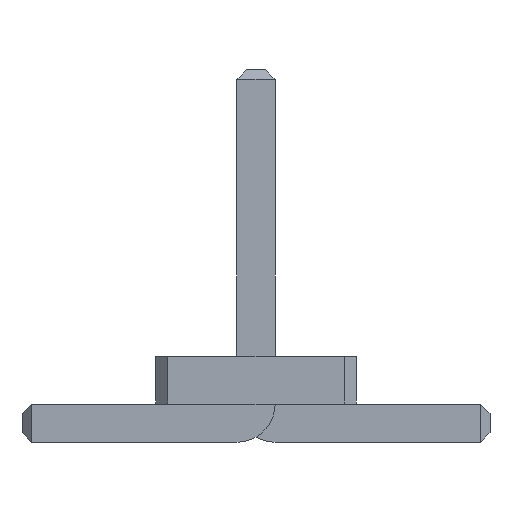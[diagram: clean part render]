
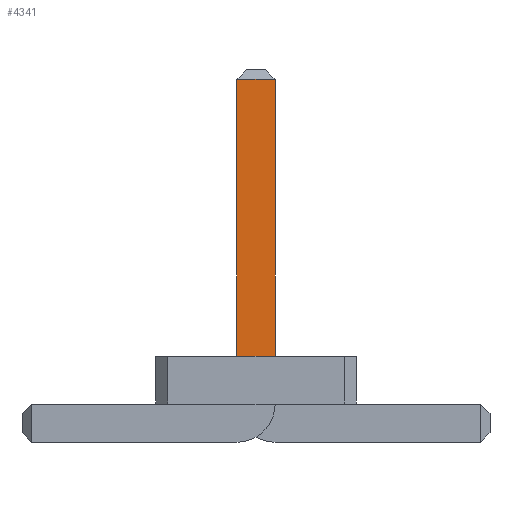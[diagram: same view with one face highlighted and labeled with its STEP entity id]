
A CAD part, front view. The second image highlights one B-rep face of the part: STEP entity #4341.
In plain terms, the highlighted planar face has unit normal (0, -1, 0).
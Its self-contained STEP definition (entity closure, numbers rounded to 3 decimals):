
#1663 = VERTEX_POINT('',#1664);
#1664 = CARTESIAN_POINT('',(-0.2,-5.28,0.9));
#1670 = EDGE_CURVE('',#1663,#1671,#1673,.T.);
#1671 = VERTEX_POINT('',#1672);
#1672 = CARTESIAN_POINT('',(0.2,-5.28,0.9));
#1673 = LINE('',#1674,#1675);
#1674 = CARTESIAN_POINT('',(-0.362,-5.28,0.9));
#1675 = VECTOR('',#1676,1.);
#1676 = DIRECTION('',(1.,0.,0.));
#4275 = VERTEX_POINT('',#4276);
#4276 = CARTESIAN_POINT('',(-0.2,-5.28,3.8));
#4282 = EDGE_CURVE('',#4275,#1663,#4283,.T.);
#4283 = LINE('',#4284,#4285);
#4284 = CARTESIAN_POINT('',(-0.2,-5.28,3.9));
#4285 = VECTOR('',#4286,1.);
#4286 = DIRECTION('',(0.,0.,-1.));
#4323 = EDGE_CURVE('',#1671,#4324,#4326,.T.);
#4324 = VERTEX_POINT('',#4325);
#4325 = CARTESIAN_POINT('',(0.2,-5.28,3.8));
#4326 = LINE('',#4327,#4328);
#4327 = CARTESIAN_POINT('',(0.2,-5.28,0.));
#4328 = VECTOR('',#4329,1.);
#4329 = DIRECTION('',(0.,0.,1.));
#4341 = ADVANCED_FACE('',(#4342),#4353,.F.);
#4342 = FACE_BOUND('',#4343,.F.);
#4343 = EDGE_LOOP('',(#4344,#4345,#4346,#4347));
#4344 = ORIENTED_EDGE('',*,*,#4323,.F.);
#4345 = ORIENTED_EDGE('',*,*,#1670,.F.);
#4346 = ORIENTED_EDGE('',*,*,#4282,.F.);
#4347 = ORIENTED_EDGE('',*,*,#4348,.F.);
#4348 = EDGE_CURVE('',#4324,#4275,#4349,.T.);
#4349 = LINE('',#4350,#4351);
#4350 = CARTESIAN_POINT('',(0.2,-5.28,3.8));
#4351 = VECTOR('',#4352,1.);
#4352 = DIRECTION('',(-1.,0.,0.));
#4353 = PLANE('',#4354);
#4354 = AXIS2_PLACEMENT_3D('',#4355,#4356,#4357);
#4355 = CARTESIAN_POINT('',(0.2,-5.28,3.9));
#4356 = DIRECTION('',(0.,1.,0.));
#4357 = DIRECTION('',(0.,0.,1.));
